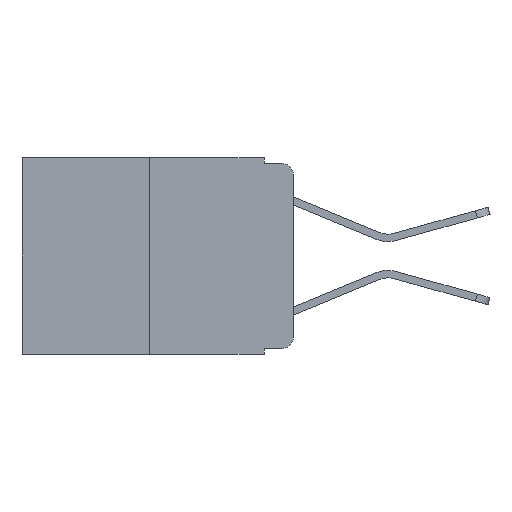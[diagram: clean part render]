
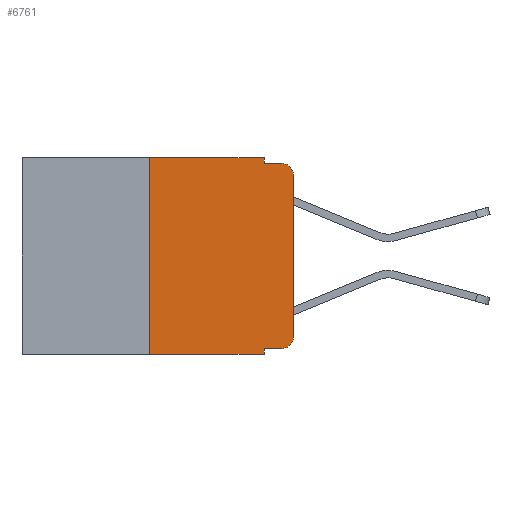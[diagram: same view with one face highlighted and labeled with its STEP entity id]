
A CAD part, left-side view. The second image highlights one B-rep face of the part: STEP entity #6761.
In plain terms, the highlighted planar face has unit normal (-1, 0, 0).
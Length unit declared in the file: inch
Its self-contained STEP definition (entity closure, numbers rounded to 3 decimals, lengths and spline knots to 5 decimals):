
#29 = CARTESIAN_POINT ( 'NONE',  ( 0., 0.051, 0. ) ) ;
#214 = ORIENTED_EDGE ( 'NONE', *, *, #4094, .F. ) ;
#219 = ORIENTED_EDGE ( 'NONE', *, *, #8352, .T. ) ;
#399 = CARTESIAN_POINT ( 'NONE',  ( 0., 0.051, -0.333 ) ) ;
#654 = VECTOR ( 'NONE', #3487, 39.37008 ) ;
#668 = CARTESIAN_POINT ( 'NONE',  ( 0., 0.473, 0. ) ) ;
#676 = CARTESIAN_POINT ( 'NONE',  ( 0., 0.051, -0.01 ) ) ;
#699 = VERTEX_POINT ( 'NONE', #1672 ) ;
#810 = CARTESIAN_POINT ( 'NONE',  ( 0., 0.051, 0. ) ) ;
#897 = VECTOR ( 'NONE', #3292, 39.37008 ) ;
#1017 = DIRECTION ( 'NONE',  ( -1., 0., 0. ) ) ;
#1041 = EDGE_CURVE ( 'NONE', #5311, #1421, #5279, .T. ) ;
#1061 = DIRECTION ( 'NONE',  ( 0., 0., -1. ) ) ;
#1099 = CIRCLE ( 'NONE', #7361, 0.02 ) ;
#1102 = CARTESIAN_POINT ( 'NONE',  ( 0., 0.02, -0.333 ) ) ;
#1299 = VERTEX_POINT ( 'NONE', #1358 ) ;
#1341 = CARTESIAN_POINT ( 'NONE',  ( 0., 0.25, -0.343 ) ) ;
#1358 = CARTESIAN_POINT ( 'NONE',  ( 0., 0.051, -0.333 ) ) ;
#1421 = VERTEX_POINT ( 'NONE', #9522 ) ;
#1516 = LINE ( 'NONE', #668, #897 ) ;
#1654 = DIRECTION ( 'NONE',  ( 0., -1., 0. ) ) ;
#1672 = CARTESIAN_POINT ( 'NONE',  ( 0., 0., -0.313 ) ) ;
#1810 = CARTESIAN_POINT ( 'NONE',  ( 0., 0.473, -0.343 ) ) ;
#2197 = CARTESIAN_POINT ( 'NONE',  ( 0., 0.02, -0.01 ) ) ;
#2199 = CARTESIAN_POINT ( 'NONE',  ( 0., 0., 0. ) ) ;
#2447 = ORIENTED_EDGE ( 'NONE', *, *, #8523, .T. ) ;
#2726 = DIRECTION ( 'NONE',  ( -1., 0., 0. ) ) ;
#2815 = VERTEX_POINT ( 'NONE', #810 ) ;
#3053 = ORIENTED_EDGE ( 'NONE', *, *, #4165, .F. ) ;
#3256 = VERTEX_POINT ( 'NONE', #676 ) ;
#3292 = DIRECTION ( 'NONE',  ( 0., -1., 0. ) ) ;
#3372 = DIRECTION ( 'NONE',  ( 0., 0., -1. ) ) ;
#3426 = LINE ( 'NONE', #6856, #654 ) ;
#3487 = DIRECTION ( 'NONE',  ( 0., -1., 0. ) ) ;
#3522 = ORIENTED_EDGE ( 'NONE', *, *, #9199, .T. ) ;
#3545 = VERTEX_POINT ( 'NONE', #9756 ) ;
#3585 = LINE ( 'NONE', #399, #8434 ) ;
#3588 = ORIENTED_EDGE ( 'NONE', *, *, #10857, .T. ) ;
#3904 = DIRECTION ( 'NONE',  ( 0., 0., -1. ) ) ;
#3922 = VECTOR ( 'NONE', #1654, 39.37008 ) ;
#3954 = LINE ( 'NONE', #9070, #8346 ) ;
#4094 = EDGE_CURVE ( 'NONE', #2815, #3256, #3954, .T. ) ;
#4107 = EDGE_CURVE ( 'NONE', #1299, #3545, #9386, .T. ) ;
#4129 = PLANE ( 'NONE',  #4140 ) ;
#4140 = AXIS2_PLACEMENT_3D ( 'NONE', #10020, #5705, #3904 ) ;
#4165 = EDGE_CURVE ( 'NONE', #3256, #8778, #3426, .T. ) ;
#4443 = CARTESIAN_POINT ( 'NONE',  ( 0., 0.25, 0. ) ) ;
#4466 = AXIS2_PLACEMENT_3D ( 'NONE', #7844, #2726, #1061 ) ;
#5279 = LINE ( 'NONE', #4443, #7748 ) ;
#5311 = VERTEX_POINT ( 'NONE', #1341 ) ;
#5569 = DIRECTION ( 'NONE',  ( 0., 0., 1. ) ) ;
#5705 = DIRECTION ( 'NONE',  ( 1., 0., 0. ) ) ;
#6076 = LINE ( 'NONE', #1810, #3922 ) ;
#6091 = ORIENTED_EDGE ( 'NONE', *, *, #6322, .F. ) ;
#6293 = EDGE_LOOP ( 'NONE', ( #3588, #3522, #3053, #214, #6091, #9623, #2447, #6730, #8491, #219 ) ) ;
#6322 = EDGE_CURVE ( 'NONE', #1421, #2815, #1516, .T. ) ;
#6730 = ORIENTED_EDGE ( 'NONE', *, *, #4107, .F. ) ;
#6761 = ADVANCED_FACE ( 'NONE', ( #10813 ), #4129, .F. ) ;
#6856 = CARTESIAN_POINT ( 'NONE',  ( 0., 0.051, -0.01 ) ) ;
#6940 = VERTEX_POINT ( 'NONE', #1102 ) ;
#7052 = VECTOR ( 'NONE', #5569, 39.37008 ) ;
#7234 = DIRECTION ( 'NONE',  ( 0., -1., 0. ) ) ;
#7361 = AXIS2_PLACEMENT_3D ( 'NONE', #8707, #1017, #7972 ) ;
#7748 = VECTOR ( 'NONE', #9431, 39.37008 ) ;
#7844 = CARTESIAN_POINT ( 'NONE',  ( 0., 0.02, -0.313 ) ) ;
#7972 = DIRECTION ( 'NONE',  ( 0., 0., -1. ) ) ;
#8224 = DIRECTION ( 'NONE',  ( 0., 0., -1. ) ) ;
#8346 = VECTOR ( 'NONE', #3372, 39.37008 ) ;
#8352 = EDGE_CURVE ( 'NONE', #6940, #699, #8579, .T. ) ;
#8434 = VECTOR ( 'NONE', #7234, 39.37008 ) ;
#8491 = ORIENTED_EDGE ( 'NONE', *, *, #9188, .T. ) ;
#8523 = EDGE_CURVE ( 'NONE', #5311, #3545, #6076, .T. ) ;
#8579 = CIRCLE ( 'NONE', #4466, 0.02 ) ;
#8707 = CARTESIAN_POINT ( 'NONE',  ( 0., 0.02, -0.03 ) ) ;
#8778 = VERTEX_POINT ( 'NONE', #2197 ) ;
#8904 = VECTOR ( 'NONE', #8224, 39.37008 ) ;
#9070 = CARTESIAN_POINT ( 'NONE',  ( 0., 0.051, 0. ) ) ;
#9188 = EDGE_CURVE ( 'NONE', #1299, #6940, #3585, .T. ) ;
#9199 = EDGE_CURVE ( 'NONE', #11054, #8778, #1099, .T. ) ;
#9386 = LINE ( 'NONE', #29, #8904 ) ;
#9431 = DIRECTION ( 'NONE',  ( 0., 0., 1. ) ) ;
#9522 = CARTESIAN_POINT ( 'NONE',  ( 0., 0.25, 0. ) ) ;
#9623 = ORIENTED_EDGE ( 'NONE', *, *, #1041, .F. ) ;
#9756 = CARTESIAN_POINT ( 'NONE',  ( 0., 0.051, -0.343 ) ) ;
#9776 = LINE ( 'NONE', #2199, #7052 ) ;
#9942 = CARTESIAN_POINT ( 'NONE',  ( 0., 0., -0.03 ) ) ;
#10020 = CARTESIAN_POINT ( 'NONE',  ( 0., 0.473, 0. ) ) ;
#10813 = FACE_OUTER_BOUND ( 'NONE', #6293, .T. ) ;
#10857 = EDGE_CURVE ( 'NONE', #699, #11054, #9776, .T. ) ;
#11054 = VERTEX_POINT ( 'NONE', #9942 ) ;
